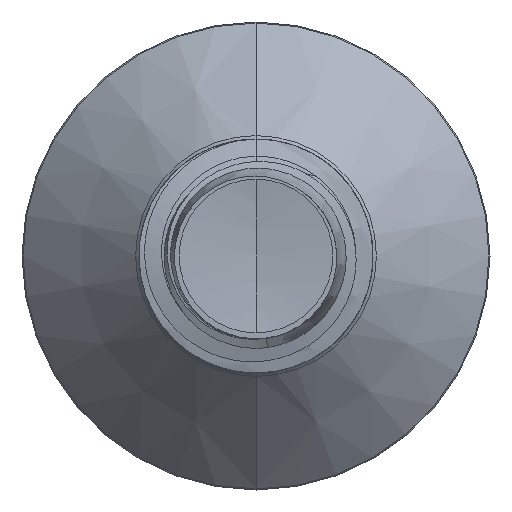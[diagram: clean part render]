
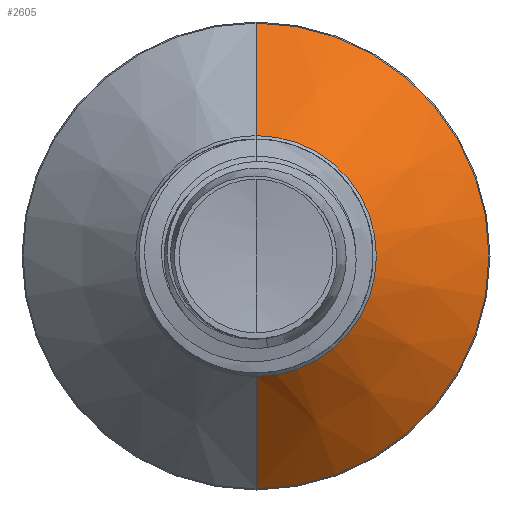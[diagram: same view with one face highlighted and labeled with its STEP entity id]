
A CAD part, front view. The second image highlights one B-rep face of the part: STEP entity #2605.
In plain terms, the highlighted conical face has half-angle 45 degrees and reference radius 3.088 mm.
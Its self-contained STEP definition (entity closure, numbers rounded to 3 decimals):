
#688 = CIRCLE ( 'NONE', #9536, 3.089 ) ;
#2605 = ADVANCED_FACE ( 'NONE', ( #55061 ), #14243, .T. ) ;
#5149 = DIRECTION ( 'NONE',  ( 0., 0.707, -0.707 ) ) ;
#5608 = DIRECTION ( 'NONE',  ( 0., 1., 0. ) ) ;
#5855 = EDGE_LOOP ( 'NONE', ( #37484, #10002, #27140, #33081 ) ) ;
#8174 = LINE ( 'NONE', #18571, #44544 ) ;
#8449 = AXIS2_PLACEMENT_3D ( 'NONE', #59494, #22419, #50786 ) ;
#9536 = AXIS2_PLACEMENT_3D ( 'NONE', #34086, #5608, #38850 ) ;
#10002 = ORIENTED_EDGE ( 'NONE', *, *, #52385, .T. ) ;
#11593 = DIRECTION ( 'NONE',  ( 0., 1., 0. ) ) ;
#14099 = VERTEX_POINT ( 'NONE', #38263 ) ;
#14243 = CONICAL_SURFACE ( 'NONE', #8449, 3.089, 0.785 ) ;
#18373 = VERTEX_POINT ( 'NONE', #30150 ) ;
#18571 = CARTESIAN_POINT ( 'NONE',  ( 0., 31.239, 3.089 ) ) ;
#22419 = DIRECTION ( 'NONE',  ( 0., 1., 0. ) ) ;
#23811 = EDGE_CURVE ( 'NONE', #18373, #41103, #8174, .T. ) ;
#25342 = EDGE_CURVE ( 'NONE', #18373, #47820, #688, .T. ) ;
#27140 = ORIENTED_EDGE ( 'NONE', *, *, #52783, .F. ) ;
#27906 = DIRECTION ( 'NONE',  ( 0., 0.707, 0.707 ) ) ;
#28697 = CARTESIAN_POINT ( 'NONE',  ( 0., 31.239, -3.089 ) ) ;
#30150 = CARTESIAN_POINT ( 'NONE',  ( 0., 31.239, 3.089 ) ) ;
#33081 = ORIENTED_EDGE ( 'NONE', *, *, #23811, .F. ) ;
#34086 = CARTESIAN_POINT ( 'NONE',  ( 0., 31.239, 0. ) ) ;
#35356 = CIRCLE ( 'NONE', #42720, 5.974 ) ;
#36854 = LINE ( 'NONE', #43132, #60557 ) ;
#37484 = ORIENTED_EDGE ( 'NONE', *, *, #25342, .T. ) ;
#38263 = CARTESIAN_POINT ( 'NONE',  ( 0., 34.124, -5.974 ) ) ;
#38850 = DIRECTION ( 'NONE',  ( 0., 0., 1. ) ) ;
#40033 = CARTESIAN_POINT ( 'NONE',  ( 0., 34.124, 0. ) ) ;
#41103 = VERTEX_POINT ( 'NONE', #58559 ) ;
#42720 = AXIS2_PLACEMENT_3D ( 'NONE', #40033, #11593, #44789 ) ;
#43132 = CARTESIAN_POINT ( 'NONE',  ( 0., 31.239, -3.089 ) ) ;
#44544 = VECTOR ( 'NONE', #27906, 1000. ) ;
#44789 = DIRECTION ( 'NONE',  ( 0., 0., 1. ) ) ;
#47820 = VERTEX_POINT ( 'NONE', #28697 ) ;
#50786 = DIRECTION ( 'NONE',  ( 0., 0., 1. ) ) ;
#52385 = EDGE_CURVE ( 'NONE', #47820, #14099, #36854, .T. ) ;
#52783 = EDGE_CURVE ( 'NONE', #41103, #14099, #35356, .T. ) ;
#55061 = FACE_OUTER_BOUND ( 'NONE', #5855, .T. ) ;
#58559 = CARTESIAN_POINT ( 'NONE',  ( 0., 34.124, 5.974 ) ) ;
#59494 = CARTESIAN_POINT ( 'NONE',  ( 0., 31.239, 0. ) ) ;
#60557 = VECTOR ( 'NONE', #5149, 1000. ) ;
